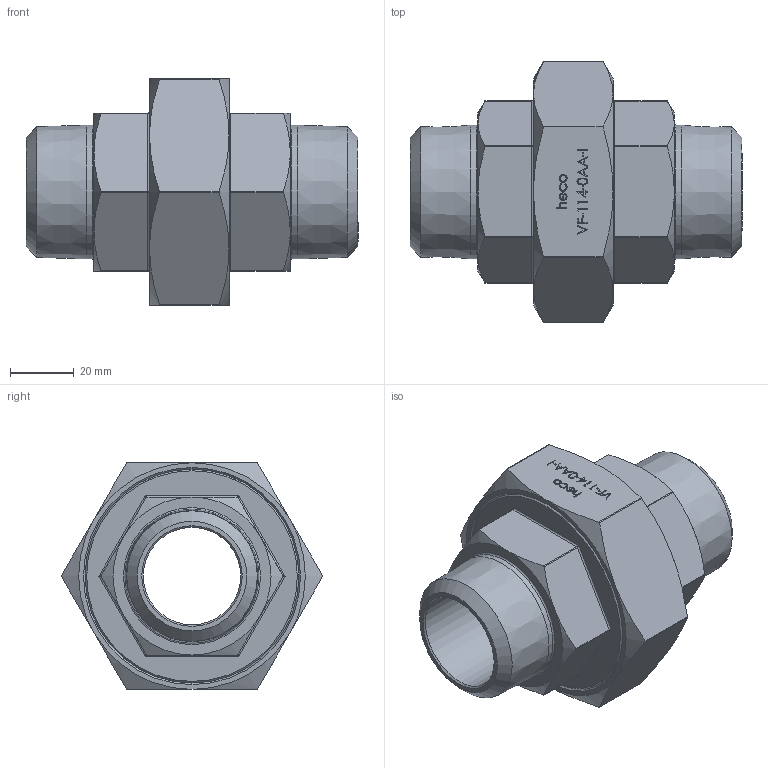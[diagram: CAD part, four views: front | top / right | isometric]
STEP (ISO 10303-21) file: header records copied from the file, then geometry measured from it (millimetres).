
FILE_DESCRIPTION (( 'STEP AP214' ), '1' );
FILE_NAME ('heco_VF-114-0AA-I.STEP', '2016-07-06T08:03:51', ( '' ), ( '' ), 'SwSTEP 2.0', 'SolidWorks 2011', '' );
FILE_SCHEMA (( 'AUTOMOTIVE_DESIGN' ));
Length unit declared in the file: millimetre
Products named in the file (1): heco_VF-114-0AA-I
Bounding box: 104 x 81.89 x 71.05 mm (x, y, z)
Volume: 153832.9 mm3; surface area: 34918.3 mm2
Topology: 1 solids, 1 shells, 273 faces, 663 edges, 410 vertices
Faces by surface type: plane 143, bspline 56, cylinder 38, cone 33, torus 3
Full cylindrical faces by diameter (mm): 30.5 x2, 34.5 x1, 41.91 x2, 65 x1, 66.4 x1, 67 x1
Entity records: 12098 total; most frequent: CARTESIAN_POINT 4705, ORIENTED_EDGE 1260, DIRECTION 921, EDGE_CURVE 630, VERTEX_POINT 409, VECTOR 383, LINE 383, EDGE_LOOP 325
